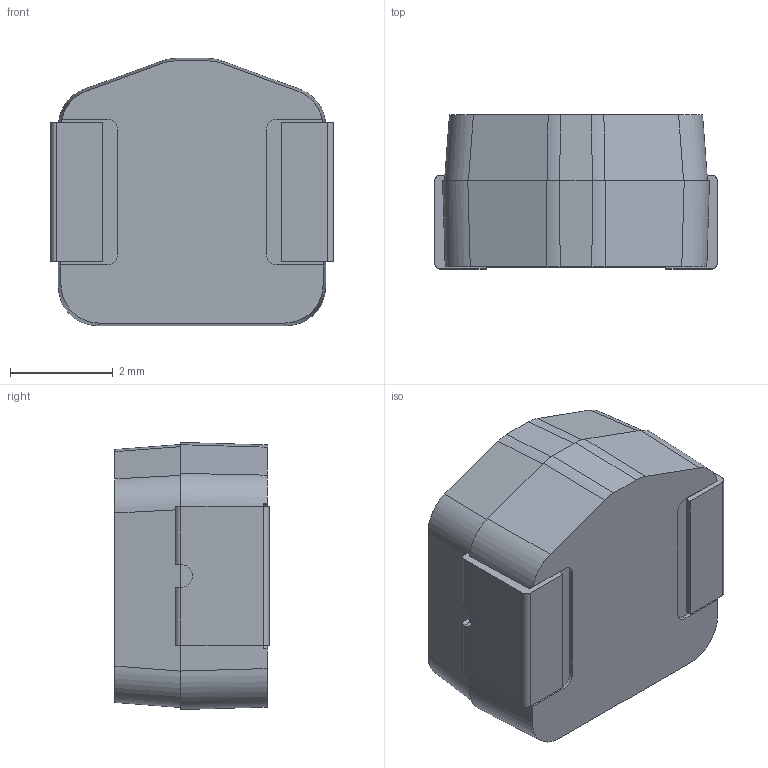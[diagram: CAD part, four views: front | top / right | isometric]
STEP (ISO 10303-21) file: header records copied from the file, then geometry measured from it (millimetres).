
FILE_DESCRIPTION (( 'STEP AP214' ), '1' );
FILE_NAME ('MPX1D0530(KEMET).STEP', '2019-07-10T07:41:18', ( '' ), ( '' ), 'SwSTEP 2.0', 'SolidWorks 2018', '' );
FILE_SCHEMA (( 'AUTOMOTIVE_DESIGN' ));
Length unit declared in the file: millimetre
Products named in the file (1): MPX1D0530(KEMET)
Bounding box: 5.5 x 3 x 5.2 mm (x, y, z)
Volume: 72.8 mm3; surface area: 106 mm2
Topology: 1 solids, 1 shells, 124 faces, 349 edges, 230 vertices
Faces by surface type: plane 100, cylinder 24
Entity records: 5329 total; most frequent: CARTESIAN_POINT 812, ORIENTED_EDGE 698, DIRECTION 585, EDGE_CURVE 349, LINE 291, VECTOR 291, VERTEX_POINT 230, AXIS2_PLACEMENT_3D 147
